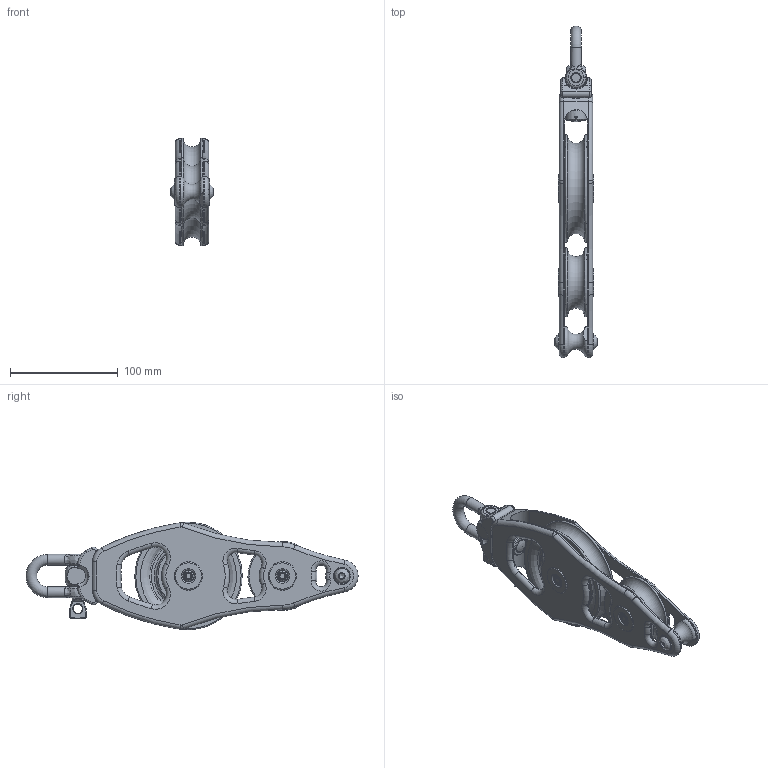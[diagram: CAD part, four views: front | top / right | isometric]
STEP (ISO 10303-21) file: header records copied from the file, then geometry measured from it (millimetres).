
FILE_DESCRIPTION(/* description */ (''),/* implementation_level */ '2;1');
FILE_NAME(/* name */ '01008.stp',/* time_stamp */ '2021-03-08T14:20:45+01:00',/* author */ ('lucade'),/* organization */ (''),/* preprocessor_version */ 'ST-DEVELOPER v18.1',/* originating_system */ 'Autodesk Inventor 2021',/* authorisation */ '');
FILE_SCHEMA (('AUTOMOTIVE_DESIGN { 1 0 10303 214 3 1 1 }'));
Length unit declared in the file: millimetre
Products named in the file (1): Parte3
Bounding box: 39.83 x 307.5 x 99.44 mm (x, y, z)
Volume: 336758 mm3; surface area: 113960.4 mm2
Topology: 1 solids, 9 shells, 796 faces, 2035 edges, 1251 vertices
Faces by surface type: cylinder 230, plane 216, torus 190, bspline 87, cone 71, sphere 2
Full cylindrical faces by diameter (mm): 2 x1, 2.5 x1, 5.8 x4, 6.5 x2, 6.75 x1, 8 x2, 8.2 x2, 8.5 x3, 9.5 x2, 10 x5, 10.2 x1, 10.5 x2, 11 x1, 11.6 x2, 12 x2, 12.1 x1, 12.3 x1, 14 x4, 15 x2, 16 x2, 19.8 x4, 20 x5, 20.7 x1, 21 x1, 24.8 x2, 25 x2, 25.8 x4, 26 x2, 28 x1, 30 x2
Entity records: 27120 total; most frequent: CARTESIAN_POINT 8056, DIRECTION 4131, ORIENTED_EDGE 4030, EDGE_CURVE 2015, AXIS2_PLACEMENT_3D 1797, VERTEX_POINT 1251, CIRCLE 1080, EDGE_LOOP 884
